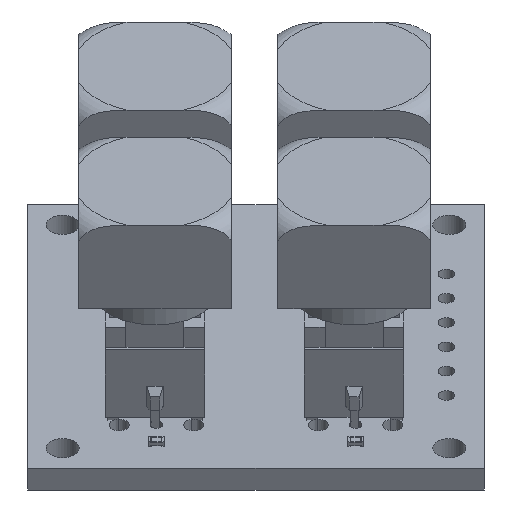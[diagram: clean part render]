
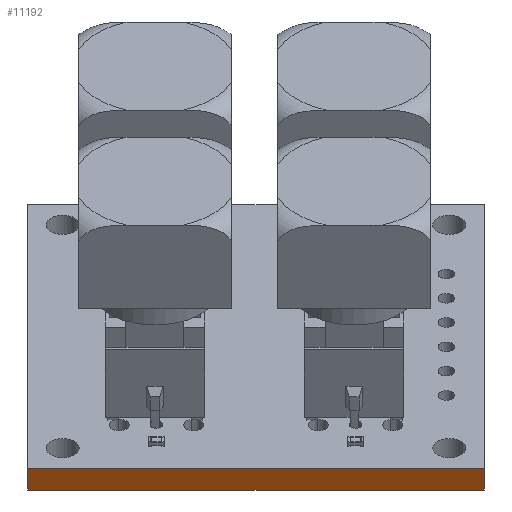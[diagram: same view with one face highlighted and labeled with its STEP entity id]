
A CAD part, isometric view. The second image highlights one B-rep face of the part: STEP entity #11192.
In plain terms, the highlighted planar face has unit normal (-0.707, -0.707, 0).
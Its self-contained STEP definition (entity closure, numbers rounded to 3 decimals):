
#11192 = ADVANCED_FACE('',(#11193),#11207,.F.);
#11193 = FACE_BOUND('',#11194,.F.);
#11194 = EDGE_LOOP('',(#11195,#11230,#11258,#11286));
#11195 = ORIENTED_EDGE('',*,*,#11196,.T.);
#11196 = EDGE_CURVE('',#11197,#11199,#11201,.T.);
#11197 = VERTEX_POINT('',#11198);
#11198 = CARTESIAN_POINT('',(0.,-0.,0.));
#11199 = VERTEX_POINT('',#11200);
#11200 = CARTESIAN_POINT('',(0.,0.,1.6));
#11201 = SURFACE_CURVE('',#11202,(#11206,#11218),.PCURVE_S1.);
#11202 = LINE('',#11203,#11204);
#11203 = CARTESIAN_POINT('',(0.,-0.,0.));
#11204 = VECTOR('',#11205,1.);
#11205 = DIRECTION('',(0.,0.,1.));
#11206 = PCURVE('',#11207,#11212);
#11207 = PLANE('',#11208);
#11208 = AXIS2_PLACEMENT_3D('',#11209,#11210,#11211);
#11209 = CARTESIAN_POINT('',(0.,-0.,0.));
#11210 = DIRECTION('',(0.707,0.707,-0.));
#11211 = DIRECTION('',(0.707,-0.707,0.));
#11212 = DEFINITIONAL_REPRESENTATION('',(#11213),#11217);
#11213 = LINE('',#11214,#11215);
#11214 = CARTESIAN_POINT('',(0.,0.));
#11215 = VECTOR('',#11216,1.);
#11216 = DIRECTION('',(0.,-1.));
#11217 = ( GEOMETRIC_REPRESENTATION_CONTEXT(2) 
PARAMETRIC_REPRESENTATION_CONTEXT() REPRESENTATION_CONTEXT('2D SPACE',''
  ) );
#11218 = PCURVE('',#11219,#11224);
#11219 = PLANE('',#11220);
#11220 = AXIS2_PLACEMENT_3D('',#11221,#11222,#11223);
#11221 = CARTESIAN_POINT('',(19.5,19.5,0.));
#11222 = DIRECTION('',(0.707,-0.707,0.));
#11223 = DIRECTION('',(-0.707,-0.707,0.));
#11224 = DEFINITIONAL_REPRESENTATION('',(#11225),#11229);
#11225 = LINE('',#11226,#11227);
#11226 = CARTESIAN_POINT('',(27.577,0.));
#11227 = VECTOR('',#11228,1.);
#11228 = DIRECTION('',(0.,-1.));
#11229 = ( GEOMETRIC_REPRESENTATION_CONTEXT(2) 
PARAMETRIC_REPRESENTATION_CONTEXT() REPRESENTATION_CONTEXT('2D SPACE',''
  ) );
#11230 = ORIENTED_EDGE('',*,*,#11231,.T.);
#11231 = EDGE_CURVE('',#11199,#11232,#11234,.T.);
#11232 = VERTEX_POINT('',#11233);
#11233 = CARTESIAN_POINT('',(19.5,-19.5,1.6));
#11234 = SURFACE_CURVE('',#11235,(#11239,#11246),.PCURVE_S1.);
#11235 = LINE('',#11236,#11237);
#11236 = CARTESIAN_POINT('',(0.,0.,1.6));
#11237 = VECTOR('',#11238,1.);
#11238 = DIRECTION('',(0.707,-0.707,0.));
#11239 = PCURVE('',#11207,#11240);
#11240 = DEFINITIONAL_REPRESENTATION('',(#11241),#11245);
#11241 = LINE('',#11242,#11243);
#11242 = CARTESIAN_POINT('',(0.,-1.6));
#11243 = VECTOR('',#11244,1.);
#11244 = DIRECTION('',(1.,0.));
#11245 = ( GEOMETRIC_REPRESENTATION_CONTEXT(2) 
PARAMETRIC_REPRESENTATION_CONTEXT() REPRESENTATION_CONTEXT('2D SPACE',''
  ) );
#11246 = PCURVE('',#11247,#11252);
#11247 = PLANE('',#11248);
#11248 = AXIS2_PLACEMENT_3D('',#11249,#11250,#11251);
#11249 = CARTESIAN_POINT('',(19.5,0.,1.6));
#11250 = DIRECTION('',(0.,0.,1.));
#11251 = DIRECTION('',(1.,0.,-0.));
#11252 = DEFINITIONAL_REPRESENTATION('',(#11253),#11257);
#11253 = LINE('',#11254,#11255);
#11254 = CARTESIAN_POINT('',(-19.5,0.));
#11255 = VECTOR('',#11256,1.);
#11256 = DIRECTION('',(0.707,-0.707));
#11257 = ( GEOMETRIC_REPRESENTATION_CONTEXT(2) 
PARAMETRIC_REPRESENTATION_CONTEXT() REPRESENTATION_CONTEXT('2D SPACE',''
  ) );
#11258 = ORIENTED_EDGE('',*,*,#11259,.F.);
#11259 = EDGE_CURVE('',#11260,#11232,#11262,.T.);
#11260 = VERTEX_POINT('',#11261);
#11261 = CARTESIAN_POINT('',(19.5,-19.5,0.));
#11262 = SURFACE_CURVE('',#11263,(#11267,#11274),.PCURVE_S1.);
#11263 = LINE('',#11264,#11265);
#11264 = CARTESIAN_POINT('',(19.5,-19.5,0.));
#11265 = VECTOR('',#11266,1.);
#11266 = DIRECTION('',(0.,0.,1.));
#11267 = PCURVE('',#11207,#11268);
#11268 = DEFINITIONAL_REPRESENTATION('',(#11269),#11273);
#11269 = LINE('',#11270,#11271);
#11270 = CARTESIAN_POINT('',(27.577,0.));
#11271 = VECTOR('',#11272,1.);
#11272 = DIRECTION('',(0.,-1.));
#11273 = ( GEOMETRIC_REPRESENTATION_CONTEXT(2) 
PARAMETRIC_REPRESENTATION_CONTEXT() REPRESENTATION_CONTEXT('2D SPACE',''
  ) );
#11274 = PCURVE('',#11275,#11280);
#11275 = PLANE('',#11276);
#11276 = AXIS2_PLACEMENT_3D('',#11277,#11278,#11279);
#11277 = CARTESIAN_POINT('',(19.5,-19.5,0.));
#11278 = DIRECTION('',(-0.707,0.707,0.));
#11279 = DIRECTION('',(0.707,0.707,0.));
#11280 = DEFINITIONAL_REPRESENTATION('',(#11281),#11285);
#11281 = LINE('',#11282,#11283);
#11282 = CARTESIAN_POINT('',(0.,0.));
#11283 = VECTOR('',#11284,1.);
#11284 = DIRECTION('',(0.,-1.));
#11285 = ( GEOMETRIC_REPRESENTATION_CONTEXT(2) 
PARAMETRIC_REPRESENTATION_CONTEXT() REPRESENTATION_CONTEXT('2D SPACE',''
  ) );
#11286 = ORIENTED_EDGE('',*,*,#11287,.F.);
#11287 = EDGE_CURVE('',#11197,#11260,#11288,.T.);
#11288 = SURFACE_CURVE('',#11289,(#11293,#11300),.PCURVE_S1.);
#11289 = LINE('',#11290,#11291);
#11290 = CARTESIAN_POINT('',(0.,-0.,0.));
#11291 = VECTOR('',#11292,1.);
#11292 = DIRECTION('',(0.707,-0.707,0.));
#11293 = PCURVE('',#11207,#11294);
#11294 = DEFINITIONAL_REPRESENTATION('',(#11295),#11299);
#11295 = LINE('',#11296,#11297);
#11296 = CARTESIAN_POINT('',(0.,0.));
#11297 = VECTOR('',#11298,1.);
#11298 = DIRECTION('',(1.,0.));
#11299 = ( GEOMETRIC_REPRESENTATION_CONTEXT(2) 
PARAMETRIC_REPRESENTATION_CONTEXT() REPRESENTATION_CONTEXT('2D SPACE',''
  ) );
#11300 = PCURVE('',#11301,#11306);
#11301 = PLANE('',#11302);
#11302 = AXIS2_PLACEMENT_3D('',#11303,#11304,#11305);
#11303 = CARTESIAN_POINT('',(19.5,0.,0.));
#11304 = DIRECTION('',(0.,0.,1.));
#11305 = DIRECTION('',(1.,0.,-0.));
#11306 = DEFINITIONAL_REPRESENTATION('',(#11307),#11311);
#11307 = LINE('',#11308,#11309);
#11308 = CARTESIAN_POINT('',(-19.5,0.));
#11309 = VECTOR('',#11310,1.);
#11310 = DIRECTION('',(0.707,-0.707));
#11311 = ( GEOMETRIC_REPRESENTATION_CONTEXT(2) 
PARAMETRIC_REPRESENTATION_CONTEXT() REPRESENTATION_CONTEXT('2D SPACE',''
  ) );
